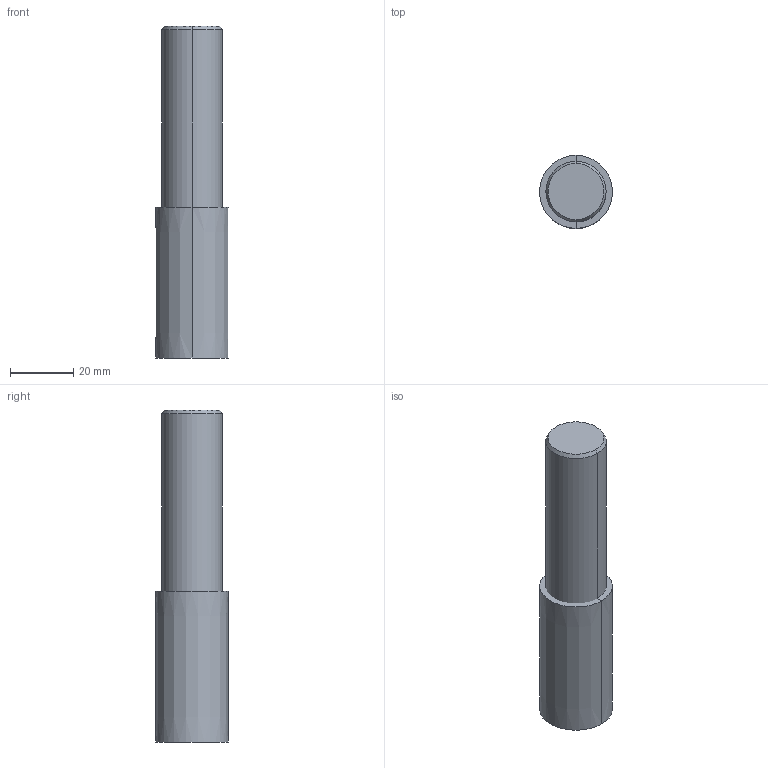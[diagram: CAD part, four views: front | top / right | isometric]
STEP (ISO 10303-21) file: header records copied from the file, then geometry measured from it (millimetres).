
FILE_DESCRIPTION(('no description'),'unknown implementation level');
FILE_NAME('solid53466NKQcctycvfF9A9q5MTYUqE_1.STP',' ',('CIMSOURCE GmbH'),('CADClick - KiM GmbH - www.kimweb.de'),'unknown preprocess','ACIS','unknown authorization');
FILE_SCHEMA(('automotive_design'));
Length unit declared in the file: millimetre
Products named in the file (2): 1; 2
Bounding box: 23.02 x 23.02 x 104.8 mm (x, y, z)
Volume: 36049.2 mm3; surface area: 11150.1 mm2
Topology: 2 solids, 2 shells, 19 faces, 36 edges, 22 vertices
Faces by surface type: cone 8, cylinder 6, plane 5
Entity records: 995 total; most frequent: DIRECTION 108, CARTESIAN_POINT 83, STYLED_ITEM 79, PRESENTATION_STYLE_ASSIGNMENT 79, COLOUR_RGB 79, ORIENTED_EDGE 72, AXIS2_PLACEMENT_3D 47, EDGE_CURVE 36
